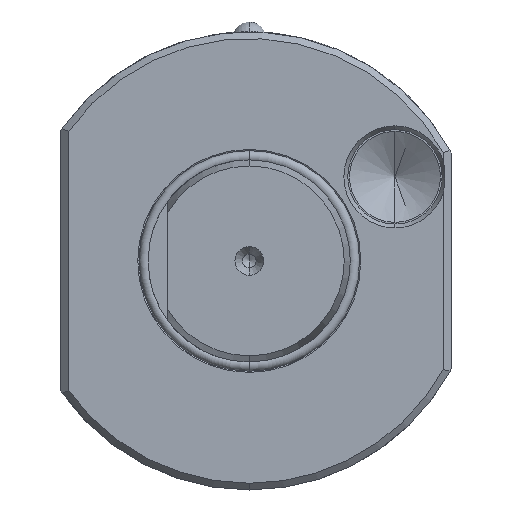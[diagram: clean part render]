
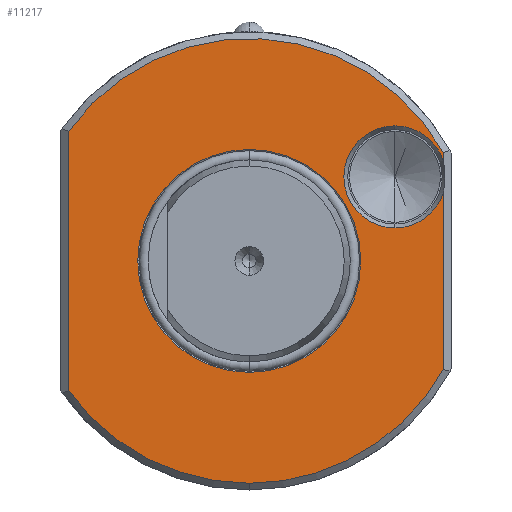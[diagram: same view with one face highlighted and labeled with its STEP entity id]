
A CAD part, left-side view. The second image highlights one B-rep face of the part: STEP entity #11217.
In plain terms, the highlighted planar face has unit normal (-1, 0, 0).
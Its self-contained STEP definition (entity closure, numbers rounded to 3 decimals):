
#76 = ORIENTED_EDGE ( 'NONE', *, *, #12976, .T. ) ;
#79 = ORIENTED_EDGE ( 'NONE', *, *, #12951, .T. ) ;
#89 = ORIENTED_EDGE ( 'NONE', *, *, #12988, .T. ) ;
#120 = ORIENTED_EDGE ( 'NONE', *, *, #12983, .T. ) ;
#121 = ORIENTED_EDGE ( 'NONE', *, *, #12995, .T. ) ;
#128 = ORIENTED_EDGE ( 'NONE', *, *, #12965, .T. ) ;
#133 = ORIENTED_EDGE ( 'NONE', *, *, #6757, .T. ) ;
#139 = ORIENTED_EDGE ( 'NONE', *, *, #6259, .T. ) ;
#145 = ORIENTED_EDGE ( 'NONE', *, *, #12984, .T. ) ;
#152 = ORIENTED_EDGE ( 'NONE', *, *, #6308, .T. ) ;
#162 = ORIENTED_EDGE ( 'NONE', *, *, #6353, .T. ) ;
#393 = DIRECTION ( 'NONE',  ( -1., 0., 0. ) ) ;
#394 = DIRECTION ( 'NONE',  ( 0., 0., 1. ) ) ;
#420 = CARTESIAN_POINT ( 'NONE',  ( 2., 0., 0. ) ) ;
#4106 = CARTESIAN_POINT ( 'NONE',  ( 2., -21.62, 20.047 ) ) ;
#4153 = CARTESIAN_POINT ( 'NONE',  ( 2., 26.8, 19.255 ) ) ;
#4166 = CARTESIAN_POINT ( 'NONE',  ( 2., 26.8, -19.255 ) ) ;
#4172 = CARTESIAN_POINT ( 'NONE',  ( 2., -28.8, 16.111 ) ) ;
#4705 = CARTESIAN_POINT ( 'NONE',  ( 2., -28.8, 10.048 ) ) ;
#4710 = CARTESIAN_POINT ( 'NONE',  ( 2., -28.8, 14.892 ) ) ;
#4750 = CARTESIAN_POINT ( 'NONE',  ( 2., -21.62, 4.893 ) ) ;
#4769 = CARTESIAN_POINT ( 'NONE',  ( 2., 16.55, 0. ) ) ;
#4798 = CARTESIAN_POINT ( 'NONE',  ( 2., -16.55, 0. ) ) ;
#4905 = CARTESIAN_POINT ( 'NONE',  ( 2., 0., -33. ) ) ;
#4932 = CARTESIAN_POINT ( 'NONE',  ( 2., -28.8, -16.111 ) ) ;
#6259 = EDGE_CURVE ( 'NONE', #17955, #45798, #46099, .T. ) ;
#6308 = EDGE_CURVE ( 'NONE', #45876, #45865, #46101, .T. ) ;
#6353 = EDGE_CURVE ( 'NONE', #45803, #45801, #46182, .T. ) ;
#6757 = EDGE_CURVE ( 'NONE', #46029, #46035, #46301, .T. ) ;
#7058 = AXIS2_PLACEMENT_3D ( 'NONE', #24125, #23963, #24062 ) ;
#7072 = AXIS2_PLACEMENT_3D ( 'NONE', #23864, #23872, #23885 ) ;
#7113 = AXIS2_PLACEMENT_3D ( 'NONE', #24358, #24415, #24293 ) ;
#7403 = AXIS2_PLACEMENT_3D ( 'NONE', #420, #393, #394 ) ;
#11217 = ADVANCED_FACE ( 'NONE', ( #35894, #35928 ), #16755, .T. ) ;
#12635 = EDGE_LOOP ( 'NONE', ( #152, #79 ) ) ;
#12720 = EDGE_LOOP ( 'NONE', ( #89, #133, #76, #162, #120, #139, #121, #145, #128 ) ) ;
#12951 = EDGE_CURVE ( 'NONE', #45865, #45876, #35652, .T. ) ;
#12965 = EDGE_CURVE ( 'NONE', #29880, #29905, #35651, .T. ) ;
#12976 = EDGE_CURVE ( 'NONE', #46035, #45803, #35669, .T. ) ;
#12983 = EDGE_CURVE ( 'NONE', #45801, #17955, #35671, .T. ) ;
#12984 = EDGE_CURVE ( 'NONE', #29908, #29880, #35693, .T. ) ;
#12988 = EDGE_CURVE ( 'NONE', #29905, #46029, #35672, .T. ) ;
#12995 = EDGE_CURVE ( 'NONE', #45798, #29908, #35737, .T. ) ;
#16366 = DIRECTION ( 'NONE',  ( 0., 1., 0. ) ) ;
#16368 = CARTESIAN_POINT ( 'NONE',  ( 2., 0., 0. ) ) ;
#16382 = DIRECTION ( 'NONE',  ( 1., 0., 0. ) ) ;
#16755 = PLANE ( 'NONE',  #22180 ) ;
#16784 = CARTESIAN_POINT ( 'NONE',  ( 2., 15., 0. ) ) ;
#16785 = DIRECTION ( 'NONE',  ( -1., 0., 0. ) ) ;
#16787 = DIRECTION ( 'NONE',  ( 0., 0., 1. ) ) ;
#17955 = VERTEX_POINT ( 'NONE', #4106 ) ;
#22010 = AXIS2_PLACEMENT_3D ( 'NONE', #16368, #16382, #16366 ) ;
#22014 = AXIS2_PLACEMENT_3D ( 'NONE', #32190, #32206, #32217 ) ;
#22025 = AXIS2_PLACEMENT_3D ( 'NONE', #32218, #32208, #32219 ) ;
#22028 = AXIS2_PLACEMENT_3D ( 'NONE', #32259, #32276, #32260 ) ;
#22180 = AXIS2_PLACEMENT_3D ( 'NONE', #16784, #16785, #16787 ) ;
#23864 = CARTESIAN_POINT ( 'NONE',  ( 2., -21.62, 12.47 ) ) ;
#23872 = DIRECTION ( 'NONE',  ( 1., 0., 0. ) ) ;
#23885 = DIRECTION ( 'NONE',  ( 0., 0., 1. ) ) ;
#23963 = DIRECTION ( 'NONE',  ( 1., 0., 0. ) ) ;
#24062 = DIRECTION ( 'NONE',  ( 0., 1., 0. ) ) ;
#24125 = CARTESIAN_POINT ( 'NONE',  ( 2., 0., 0. ) ) ;
#24293 = DIRECTION ( 'NONE',  ( 0., 0., 1. ) ) ;
#24358 = CARTESIAN_POINT ( 'NONE',  ( 2., -21.62, 12.47 ) ) ;
#24415 = DIRECTION ( 'NONE',  ( 1., 0., 0. ) ) ;
#29880 = VERTEX_POINT ( 'NONE', #4153 ) ;
#29905 = VERTEX_POINT ( 'NONE', #4166 ) ;
#29908 = VERTEX_POINT ( 'NONE', #4172 ) ;
#32158 = DIRECTION ( 'NONE',  ( 0., 0., -1. ) ) ;
#32181 = CARTESIAN_POINT ( 'NONE',  ( 2., 26.8, 0. ) ) ;
#32190 = CARTESIAN_POINT ( 'NONE',  ( 2., -21.62, 12.47 ) ) ;
#32201 = CARTESIAN_POINT ( 'NONE',  ( 2., -28.8, 0. ) ) ;
#32206 = DIRECTION ( 'NONE',  ( 1., 0., 0. ) ) ;
#32208 = DIRECTION ( 'NONE',  ( -1., 0., 0. ) ) ;
#32217 = DIRECTION ( 'NONE',  ( 0., 0., 1. ) ) ;
#32218 = CARTESIAN_POINT ( 'NONE',  ( 2., 0., 0. ) ) ;
#32219 = DIRECTION ( 'NONE',  ( 0., 0., 1. ) ) ;
#32221 = DIRECTION ( 'NONE',  ( 0., 0., 1. ) ) ;
#32240 = CARTESIAN_POINT ( 'NONE',  ( 2., -28.8, 0. ) ) ;
#32256 = DIRECTION ( 'NONE',  ( 0., 0., 1. ) ) ;
#32259 = CARTESIAN_POINT ( 'NONE',  ( 2., 0., 0. ) ) ;
#32260 = DIRECTION ( 'NONE',  ( 0., 0., 1. ) ) ;
#32276 = DIRECTION ( 'NONE',  ( -1., 0., 0. ) ) ;
#35651 = LINE ( 'NONE', #32181, #35654 ) ;
#35652 = CIRCLE ( 'NONE', #22010, 16.55 ) ;
#35654 = VECTOR ( 'NONE', #32158, 1000. ) ;
#35669 = LINE ( 'NONE', #32201, #35685 ) ;
#35671 = CIRCLE ( 'NONE', #22014, 7.577 ) ;
#35672 = CIRCLE ( 'NONE', #22028, 33. ) ;
#35685 = VECTOR ( 'NONE', #32221, 1000. ) ;
#35693 = CIRCLE ( 'NONE', #22025, 33. ) ;
#35737 = LINE ( 'NONE', #32240, #35749 ) ;
#35749 = VECTOR ( 'NONE', #32256, 1000. ) ;
#35894 = FACE_OUTER_BOUND ( 'NONE', #12720, .T. ) ;
#35928 = FACE_BOUND ( 'NONE', #12635, .T. ) ;
#45798 = VERTEX_POINT ( 'NONE', #4710 ) ;
#45801 = VERTEX_POINT ( 'NONE', #4750 ) ;
#45803 = VERTEX_POINT ( 'NONE', #4705 ) ;
#45865 = VERTEX_POINT ( 'NONE', #4769 ) ;
#45876 = VERTEX_POINT ( 'NONE', #4798 ) ;
#46029 = VERTEX_POINT ( 'NONE', #4905 ) ;
#46035 = VERTEX_POINT ( 'NONE', #4932 ) ;
#46099 = CIRCLE ( 'NONE', #7072, 7.577 ) ;
#46101 = CIRCLE ( 'NONE', #7058, 16.55 ) ;
#46182 = CIRCLE ( 'NONE', #7113, 7.577 ) ;
#46301 = CIRCLE ( 'NONE', #7403, 33. ) ;
